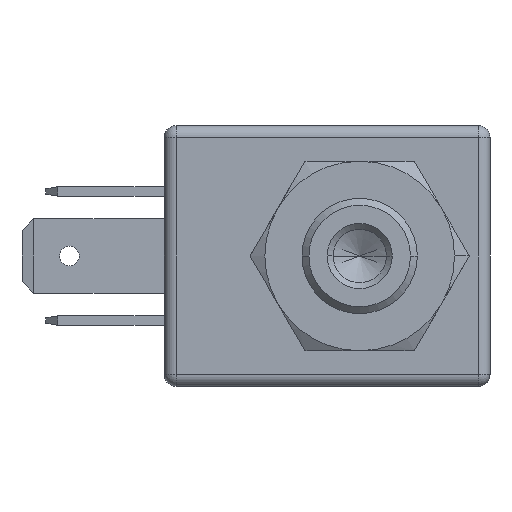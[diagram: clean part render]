
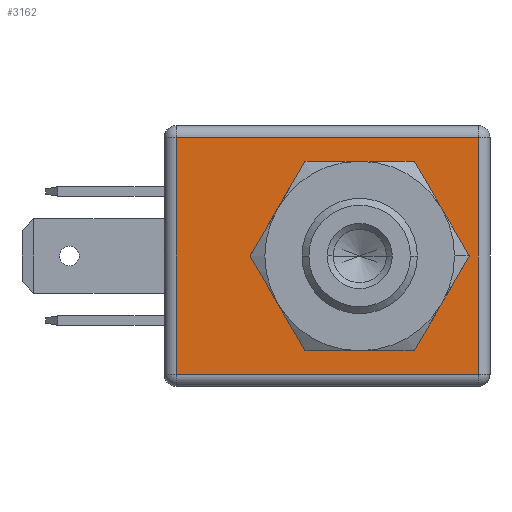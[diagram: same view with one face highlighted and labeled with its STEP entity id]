
A CAD part, front view. The second image highlights one B-rep face of the part: STEP entity #3162.
In plain terms, the highlighted planar face has unit normal (0, -1, 0).
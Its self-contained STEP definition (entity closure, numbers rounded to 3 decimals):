
#554=CARTESIAN_POINT('',(0.,13.5,0.));
#555=DIRECTION('',(0.,-1.,0.));
#556=DIRECTION('',(0.866,0.,0.5));
#557=AXIS2_PLACEMENT_3D('',#554,#555,#556);
#559=CARTESIAN_POINT('',(0.,13.5,0.));
#560=DIRECTION('',(0.,-1.,0.));
#561=DIRECTION('',(0.,0.,1.));
#562=AXIS2_PLACEMENT_3D('',#559,#560,#561);
#564=CARTESIAN_POINT('',(0.,13.5,0.));
#565=DIRECTION('',(0.,-1.,0.));
#566=DIRECTION('',(-0.866,0.,0.5));
#567=AXIS2_PLACEMENT_3D('',#564,#565,#566);
#569=CARTESIAN_POINT('',(0.,13.5,0.));
#570=DIRECTION('',(0.,-1.,0.));
#571=DIRECTION('',(-0.866,0.,-0.5));
#572=AXIS2_PLACEMENT_3D('',#569,#570,#571);
#574=CARTESIAN_POINT('',(0.,13.5,0.));
#575=DIRECTION('',(0.,-1.,0.));
#576=DIRECTION('',(0.,0.,-1.));
#577=AXIS2_PLACEMENT_3D('',#574,#575,#576);
#579=DIRECTION('',(0.,0.,-1.));
#580=VECTOR('',#579,20.);
#581=CARTESIAN_POINT('',(-15.5,13.5,10.));
#582=LINE('',#581,#580);
#602=DIRECTION('',(1.,0.,0.));
#603=VECTOR('',#602,25.5);
#604=CARTESIAN_POINT('',(-15.5,13.5,-10.));
#605=LINE('',#604,#603);
#625=DIRECTION('',(0.,0.,1.));
#626=VECTOR('',#625,20.);
#627=CARTESIAN_POINT('',(10.,13.5,-10.));
#628=LINE('',#627,#626);
#652=DIRECTION('',(-1.,0.,0.));
#653=VECTOR('',#652,25.5);
#654=CARTESIAN_POINT('',(10.,13.5,10.));
#655=LINE('',#654,#653);
#1707=CARTESIAN_POINT('',(0.,13.5,0.));
#1708=DIRECTION('',(0.,1.,0.));
#1709=DIRECTION('',(0.866,0.,0.5));
#1710=AXIS2_PLACEMENT_3D('',#1707,#1708,#1709);
#2102=CARTESIAN_POINT('',(-15.5,13.5,-10.));
#2103=VERTEX_POINT('',#2102);
#2104=CARTESIAN_POINT('',(10.,13.5,-10.));
#2105=VERTEX_POINT('',#2104);
#2106=CARTESIAN_POINT('',(-15.5,13.5,10.));
#2107=VERTEX_POINT('',#2106);
#2110=CARTESIAN_POINT('',(10.,13.5,10.));
#2111=VERTEX_POINT('',#2110);
#2158=CARTESIAN_POINT('',(6.062,13.5,3.5));
#2159=CARTESIAN_POINT('',(0.,13.5,7.));
#2160=VERTEX_POINT('',#2158);
#2161=VERTEX_POINT('',#2159);
#2162=CARTESIAN_POINT('',(-6.062,13.5,3.5));
#2163=VERTEX_POINT('',#2162);
#2164=CARTESIAN_POINT('',(-6.062,13.5,-3.5));
#2165=VERTEX_POINT('',#2164);
#2166=CARTESIAN_POINT('',(0.,13.5,-7.));
#2167=VERTEX_POINT('',#2166);
#2168=CARTESIAN_POINT('',(6.062,13.5,-3.5));
#2169=VERTEX_POINT('',#2168);
#3134=CARTESIAN_POINT('',(-2.75,13.5,0.));
#3135=DIRECTION('',(0.,1.,0.));
#3136=DIRECTION('',(0.,0.,1.));
#3137=AXIS2_PLACEMENT_3D('',#3134,#3135,#3136);
#3138=PLANE('',#3137);
#3140=ORIENTED_EDGE('',*,*,#3139,.F.);
#3142=ORIENTED_EDGE('',*,*,#3141,.F.);
#3144=ORIENTED_EDGE('',*,*,#3143,.F.);
#3146=ORIENTED_EDGE('',*,*,#3145,.F.);
#3147=EDGE_LOOP('',(#3140,#3142,#3144,#3146));
#3148=FACE_OUTER_BOUND('',#3147,.F.);
#3150=ORIENTED_EDGE('',*,*,#3149,.F.);
#3152=ORIENTED_EDGE('',*,*,#3151,.T.);
#3154=ORIENTED_EDGE('',*,*,#3153,.T.);
#3155=ORIENTED_EDGE('',*,*,#3127,.T.);
#3157=ORIENTED_EDGE('',*,*,#3156,.T.);
#3159=ORIENTED_EDGE('',*,*,#3158,.T.);
#3160=EDGE_LOOP('',(#3150,#3152,#3154,#3155,#3157,#3159));
#3161=FACE_BOUND('',#3160,.F.);
#3162=ADVANCED_FACE('',(#3148,#3161),#3138,.F.);
#558=CIRCLE('',#557,7.);
#563=CIRCLE('',#562,7.);
#568=CIRCLE('',#567,7.);
#573=CIRCLE('',#572,7.);
#578=CIRCLE('',#577,7.);
#1711=CIRCLE('',#1710,7.);
#3127=EDGE_CURVE('',#2163,#2165,#568,.T.);
#3139=EDGE_CURVE('',#2107,#2103,#582,.T.);
#3141=EDGE_CURVE('',#2111,#2107,#655,.T.);
#3143=EDGE_CURVE('',#2105,#2111,#628,.T.);
#3145=EDGE_CURVE('',#2103,#2105,#605,.T.);
#3149=EDGE_CURVE('',#2160,#2169,#1711,.T.);
#3151=EDGE_CURVE('',#2160,#2161,#558,.T.);
#3153=EDGE_CURVE('',#2161,#2163,#563,.T.);
#3156=EDGE_CURVE('',#2165,#2167,#573,.T.);
#3158=EDGE_CURVE('',#2167,#2169,#578,.T.);
